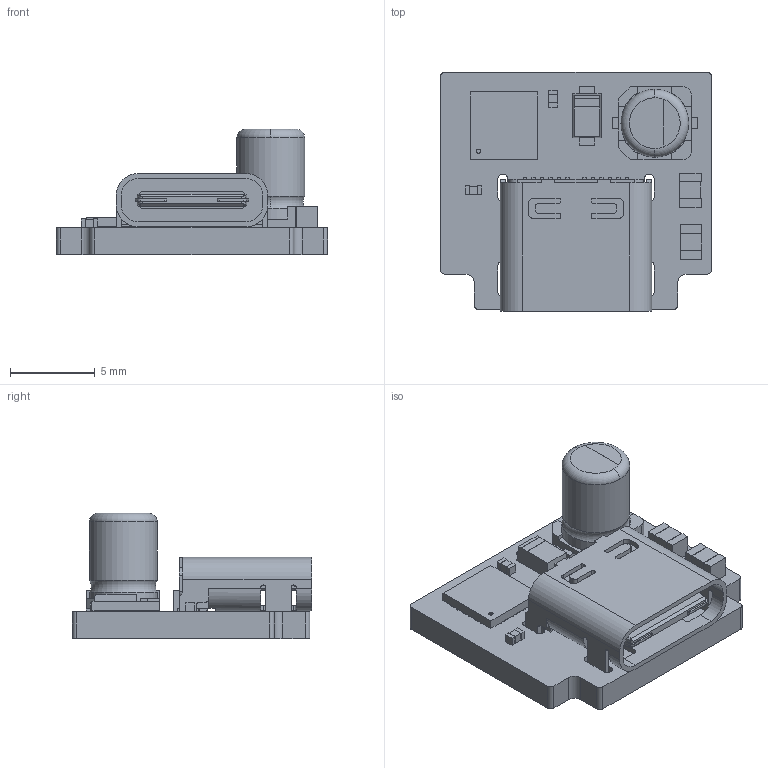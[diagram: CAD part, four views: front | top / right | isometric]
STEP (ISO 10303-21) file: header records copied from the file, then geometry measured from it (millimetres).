
FILE_DESCRIPTION(/* description */ (''),/* implementation_level */ '2;1');
FILE_NAME(/* name */ '5f1207f8de85461341af7f20',/* time_stamp */ '2020-07-17T20:20:10+00:00',/* author */ (''),/* organization */ (''),/* preprocessor_version */ 'ST-DEVELOPER v16.7',/* originating_system */ $,/* authorisation */ $);
FILE_SCHEMA (('AUTOMOTIVE_DESIGN {1 0 10303 214 3 1 1}'));
Length unit declared in the file: metre
Products named in the file (38): usbModule_v1.0.0_r0; QFN-24; cap_radialCan_4.3x4.3; 0402_capacitor_1; 0805_capacitor; 0805L; 0402_capacitor; SOD123W; usbC_Molex_1054500101; Open CASCADE STEP translator 6.8 3.1.1
Assembly tree (37 placements, depth 2):
  usbModule_v1.0.0_r0
    QFN-24
    QFN-24
    QFN-24
    QFN-24
    cap_radialCan_4.3x4.3
    QFN-24
    QFN-24
    QFN-24
    cap_radialCan_4.3x4.3
    QFN-24
    QFN-24
    QFN-24
    cap_radialCan_4.3x4.3
    QFN-24
    QFN-24
    cap_radialCan_4.3x4.3
    0402_capacitor_1
    QFN-24
    QFN-24
    0805_capacitor
    0805L
    QFN-24
    QFN-24
    0402_capacitor
    QFN-24
    QFN-24
    QFN-24
    QFN-24
    QFN-24
    SOD123W
    QFN-24
    usbC_Molex_1054500101
    QFN-24
    Open CASCADE STEP translator 6.8 3.1.1
    QFN-24
    QFN-24
    QFN-24
Bounding box: 16 x 14.1 x 7.4 mm (x, y, z)
Volume: 563.2 mm3; surface area: 1209.5 mm2
Topology: 37 solids, 37 shells, 796 faces, 2006 edges, 1306 vertices
Faces by surface type: plane 586, cylinder 182, torus 16, sphere 12
Full cylindrical faces by diameter (mm): 0.25 x1, 0.75 x2, 0.8 x2, 4 x2
Entity records: 26510 total; most frequent: CARTESIAN_POINT 4194, DIRECTION 4054, ORIENTED_EDGE 3976, EDGE_CURVE 1988, LINE 1562, VECTOR 1562, VERTEX_POINT 1305, AXIS2_PLACEMENT_3D 1246
